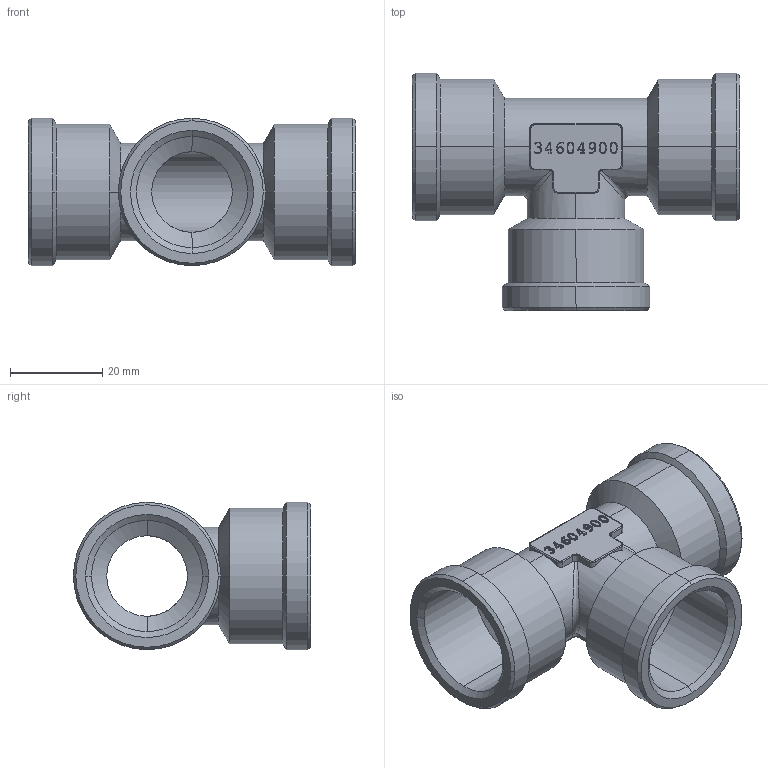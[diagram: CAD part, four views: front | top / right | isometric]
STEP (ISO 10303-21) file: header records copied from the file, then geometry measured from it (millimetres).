
FILE_DESCRIPTION(('STEP AP214'),'1');
FILE_NAME('0915_00_27.stp','2016-07-07T14:19:38',('TraceParts'),('TraceParts S.A.'),'Spatial InterOp 3D',' ',' ');
FILE_SCHEMA(('automotive_design'));
Length unit declared in the file: millimetre
Products named in the file (1): Import_e1
Bounding box: 71 x 51.5 x 32 mm (x, y, z)
Volume: 20083.2 mm3; surface area: 16229.2 mm2
Topology: 1 solids, 1 shells, 389 faces, 1075 edges, 702 vertices
Faces by surface type: bspline 218, plane 81, cylinder 60, cone 30
Entity records: 17500 total; most frequent: CARTESIAN_POINT 5892, ORIENTED_EDGE 2150, DIRECTION 1113, EDGE_CURVE 1075, VERTEX_POINT 702, LINE 465, VECTOR 465, B_SPLINE_CURVE_WITH_KNOTS 445
